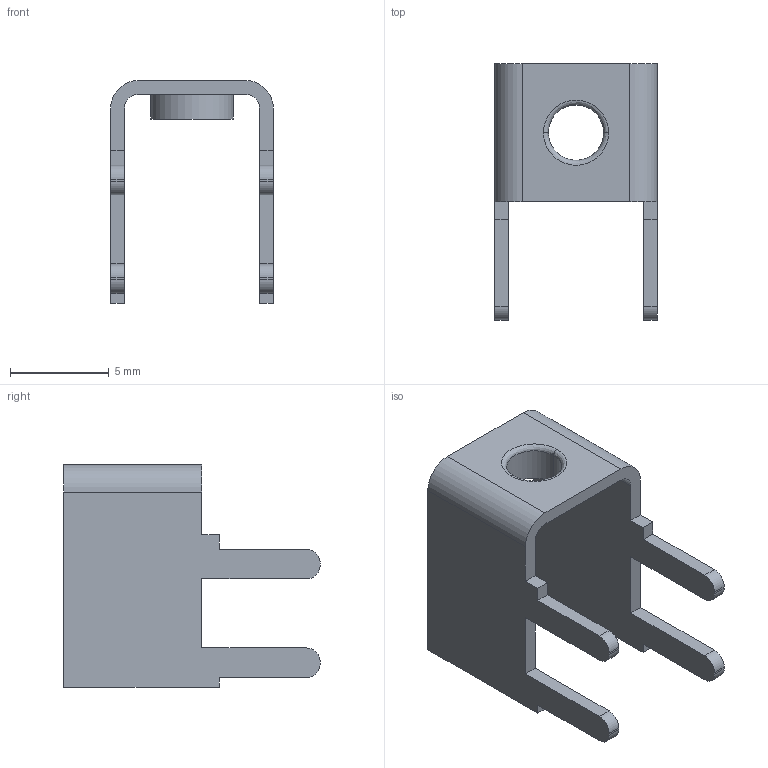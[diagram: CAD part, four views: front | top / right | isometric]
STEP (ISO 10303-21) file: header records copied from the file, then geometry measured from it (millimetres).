
FILE_DESCRIPTION (( 'STEP AP214' ), '1' );
FILE_NAME ('07456C8D-B5DF-4F95-89DE-CFA12A77F391.STEP', '2023-02-27T00:09:17', ( '' ), ( '' ), 'SwSTEP 2.0', 'SolidWorks 2022', '' );
FILE_SCHEMA (( 'AUTOMOTIVE_DESIGN' ));
Length unit declared in the file: millimetre
Products named in the file (1): 07456C8D-B5DF-4F95-89DE-CFA12A77F391
Bounding box: 8.25 x 13 x 11.3 mm (x, y, z)
Volume: 171.2 mm3; surface area: 576.5 mm2
Topology: 1 solids, 1 shells, 49 faces, 136 edges, 90 vertices
Faces by surface type: plane 31, cylinder 16, bspline 2
Entity records: 2233 total; most frequent: CARTESIAN_POINT 376, ORIENTED_EDGE 272, DIRECTION 264, EDGE_CURVE 136, VECTOR 100, LINE 100, VERTEX_POINT 90, AXIS2_PLACEMENT_3D 82
